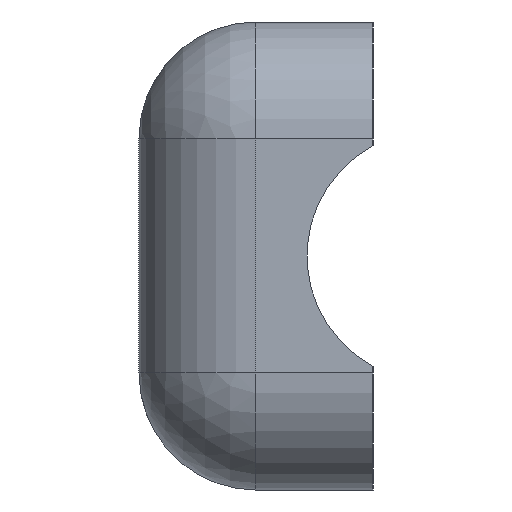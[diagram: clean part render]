
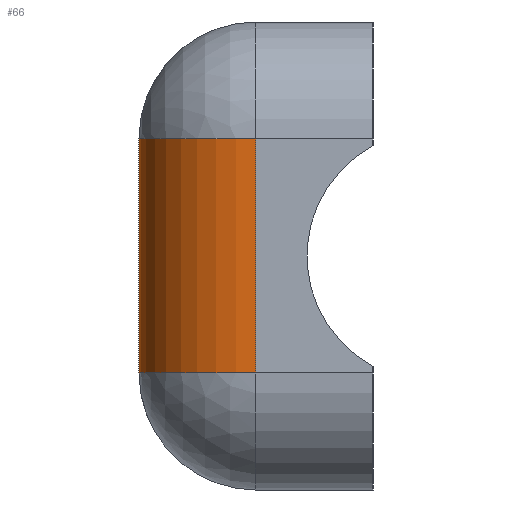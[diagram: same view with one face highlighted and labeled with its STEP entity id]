
A CAD part, left-side view. The second image highlights one B-rep face of the part: STEP entity #66.
In plain terms, the highlighted cylindrical face has radius 10 mm (diameter 20 mm), a partial arc.
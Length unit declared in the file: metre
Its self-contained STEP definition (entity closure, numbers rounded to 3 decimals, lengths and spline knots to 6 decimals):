
#24 = CARTESIAN_POINT ( 'NONE',  ( 0.05, 0.01, -0.01 ) ) ;
#25 = CARTESIAN_POINT ( 'NONE',  ( 0.06, 0.01, 0.01 ) ) ;
#26 = AXIS2_PLACEMENT_3D ( 'NONE', #42, #691, #169 ) ;
#33 = DIRECTION ( 'NONE',  ( -1., 0., 0. ) ) ;
#42 = CARTESIAN_POINT ( 'NONE',  ( 0.06, 0.01, -0.01 ) ) ;
#44 = CARTESIAN_POINT ( 'NONE',  ( 0.05, 0.01, -0.02 ) ) ;
#66 = ADVANCED_FACE ( 'NONE', ( #153 ), #411, .T. ) ;
#96 = CARTESIAN_POINT ( 'NONE',  ( 0.06, 0.01, 0. ) ) ;
#110 = AXIS2_PLACEMENT_3D ( 'NONE', #96, #355, #33 ) ;
#120 = CIRCLE ( 'NONE', #739, 0.01 ) ;
#127 = EDGE_CURVE ( 'NONE', #502, #590, #838, .T. ) ;
#153 = FACE_OUTER_BOUND ( 'NONE', #663, .T. ) ;
#169 = DIRECTION ( 'NONE',  ( -1., 0., 0. ) ) ;
#172 = CARTESIAN_POINT ( 'NONE',  ( 0.06, 0.02, 0.01 ) ) ;
#176 = ORIENTED_EDGE ( 'NONE', *, *, #754, .F. ) ;
#212 = EDGE_CURVE ( 'NONE', #502, #421, #531, .T. ) ;
#242 = LINE ( 'NONE', #44, #721 ) ;
#266 = VERTEX_POINT ( 'NONE', #362 ) ;
#274 = EDGE_CURVE ( 'NONE', #266, #421, #120, .T. ) ;
#328 = CARTESIAN_POINT ( 'NONE',  ( 0.06, 0.02, -0.01 ) ) ;
#355 = DIRECTION ( 'NONE',  ( 0., 0., -1. ) ) ;
#362 = CARTESIAN_POINT ( 'NONE',  ( 0.05, 0.01, 0.01 ) ) ;
#411 = CYLINDRICAL_SURFACE ( 'NONE', #110, 0.01 ) ;
#420 = DIRECTION ( 'NONE',  ( 0., 0., -1. ) ) ;
#421 = VERTEX_POINT ( 'NONE', #172 ) ;
#498 = ORIENTED_EDGE ( 'NONE', *, *, #212, .F. ) ;
#502 = VERTEX_POINT ( 'NONE', #328 ) ;
#531 = LINE ( 'NONE', #536, #636 ) ;
#536 = CARTESIAN_POINT ( 'NONE',  ( 0.06, 0.02, 0.02 ) ) ;
#541 = DIRECTION ( 'NONE',  ( -1., 0., 0. ) ) ;
#590 = VERTEX_POINT ( 'NONE', #24 ) ;
#636 = VECTOR ( 'NONE', #797, 1. ) ;
#663 = EDGE_LOOP ( 'NONE', ( #176, #802, #498, #779 ) ) ;
#677 = DIRECTION ( 'NONE',  ( 0., 0., -1. ) ) ;
#691 = DIRECTION ( 'NONE',  ( 0., 0., 1. ) ) ;
#721 = VECTOR ( 'NONE', #420, 1. ) ;
#739 = AXIS2_PLACEMENT_3D ( 'NONE', #25, #677, #541 ) ;
#754 = EDGE_CURVE ( 'NONE', #266, #590, #242, .T. ) ;
#779 = ORIENTED_EDGE ( 'NONE', *, *, #127, .T. ) ;
#797 = DIRECTION ( 'NONE',  ( 0., 0., 1. ) ) ;
#802 = ORIENTED_EDGE ( 'NONE', *, *, #274, .T. ) ;
#838 = CIRCLE ( 'NONE', #26, 0.01 ) ;
